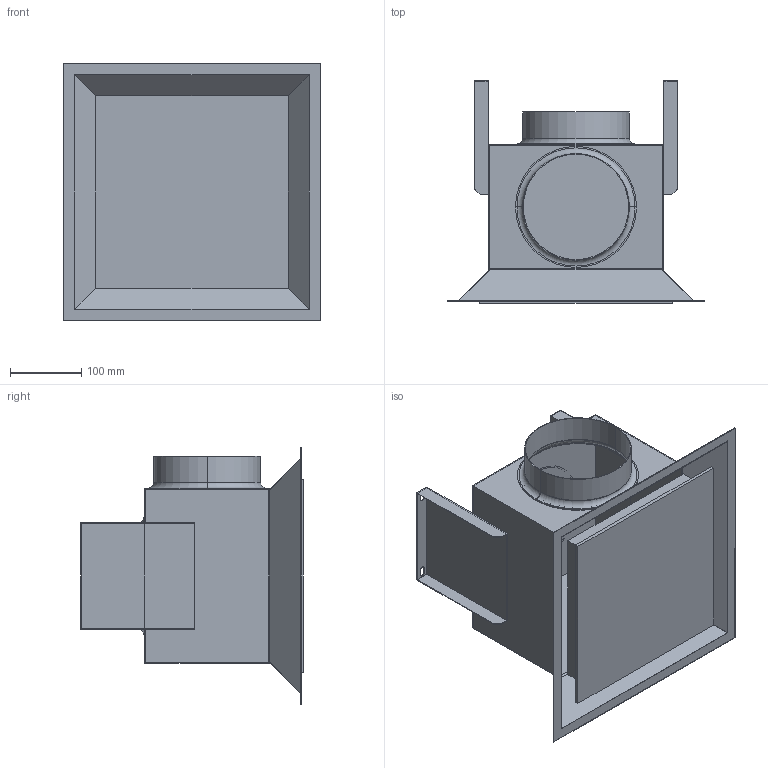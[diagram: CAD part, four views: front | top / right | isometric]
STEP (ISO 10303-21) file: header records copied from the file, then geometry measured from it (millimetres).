
FILE_DESCRIPTION((''),'2;1');
FILE_NAME('CC-PARA-4S-4W-3S-3W-2S-2W','2021-02-12T',('seona'),(''),'CREO PARAMETRIC BY PTC INC, 2016260','CREO PARAMETRIC BY PTC INC, 2016260','');
FILE_SCHEMA(('CONFIG_CONTROL_DESIGN'));
Length unit declared in the file: millimetre
Products named in the file (1): CC-PARA-4S-4W-3S-3W-2S-2W
Bounding box: 360 x 312.5 x 360 mm (x, y, z)
Volume: 941966.2 mm3; surface area: 1059512.1 mm2
Topology: 6 solids, 6 shells, 110 faces, 262 edges, 172 vertices
Faces by surface type: plane 80, cylinder 22, torus 8
Entity records: 3218 total; most frequent: CARTESIAN_POINT 544, DIRECTION 542, ORIENTED_EDGE 524, EDGE_CURVE 262, VECTOR 202, LINE 202, VERTEX_POINT 172, AXIS2_PLACEMENT_3D 170
